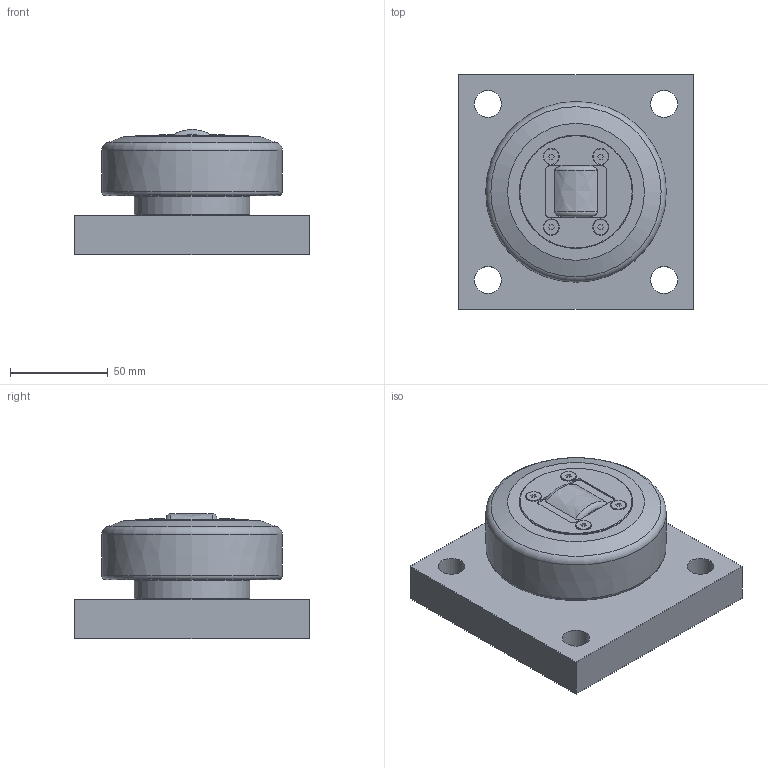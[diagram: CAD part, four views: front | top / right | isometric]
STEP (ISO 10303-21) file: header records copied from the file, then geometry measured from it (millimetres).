
FILE_DESCRIPTION(/* description */ ('-','CAx-IF Rec.Pracs.---Representation and Presentation of Product Manufacturing Information (PMI)---4.0---2014-10-13'),/* implementation_level */ '2;1');
FILE_NAME(/* name */ '0acb723b-0503-42fa-82f6-2e82c731734b.stp',/* time_stamp */ '2020-04-01T16:48:08+02:00',/* author */ ('-'),/* organization */ ('NTI CADcenter A/S'),/* preprocessor_version */ 'ST-DEVELOPER v18',/* originating_system */ 'Autodesk Inventor 2020',/* authorisation */ '-');
FILE_SCHEMA (('AP242_MANAGED_MODEL_BASED_3D_ENGINEERING_MIM_LF { 1 0 10303 442 1 1 4 }'));
Length unit declared in the file: millimetre
Products named in the file (1): XTR 090.0200 BQ1000_Kontur
Bounding box: 120 x 120 x 64 mm (x, y, z)
Volume: 491786.6 mm3; surface area: 59640.8 mm2
Topology: 1 solids, 1 shells, 87 faces, 228 edges, 158 vertices
Faces by surface type: plane 53, cylinder 19, cone 9, torus 4, bspline 2
Full cylindrical faces by diameter (mm): 2.5 x1, 4.917 x1, 7.8 x4, 13.835 x4, 55.3 x1, 58 x1, 59 x1
Entity records: 2896 total; most frequent: CARTESIAN_POINT 612, DIRECTION 475, ORIENTED_EDGE 456, EDGE_CURVE 228, AXIS2_PLACEMENT_3D 173, VERTEX_POINT 158, LINE 129, VECTOR 129
